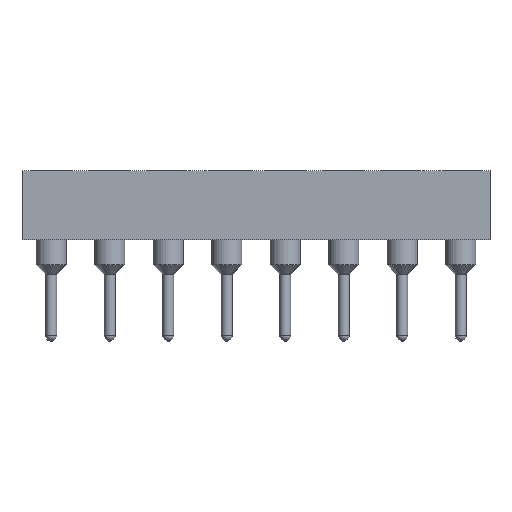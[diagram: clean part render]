
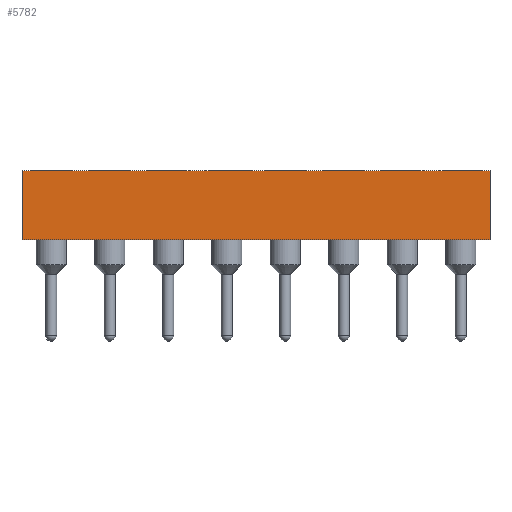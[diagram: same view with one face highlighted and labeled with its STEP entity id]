
A CAD part, front view. The second image highlights one B-rep face of the part: STEP entity #5782.
In plain terms, the highlighted planar face has unit normal (0, -1, 0).
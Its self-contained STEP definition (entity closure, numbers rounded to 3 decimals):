
#5782=ADVANCED_FACE('',(#10890),#10892,.T.);
#10890=FACE_BOUND('',#10891,.T.);
#10891=EDGE_LOOP('',(#13709,#13710,#13711,#13712));
#10892=PLANE('',#10893);
#10893=AXIS2_PLACEMENT_3D('',#10894,#10895,#10896);
#10894=CARTESIAN_POINT('',(1.27,-1.27,1.5));
#10895=DIRECTION('',(0.,-1.,0.));
#10896=DIRECTION('',(0.,0.,1.));
#13709=ORIENTED_EDGE('',*,*,#15027,.F.);
#13710=ORIENTED_EDGE('',*,*,#14968,.F.);
#13711=ORIENTED_EDGE('',*,*,#15026,.T.);
#13712=ORIENTED_EDGE('',*,*,#15028,.T.);
#14968=EDGE_CURVE('',#16912,#16914,#16915,.T.);
#15026=EDGE_CURVE('',#16912,#17016,#17018,.T.);
#15027=EDGE_CURVE('',#16914,#17019,#17020,.T.);
#15028=EDGE_CURVE('',#17016,#17019,#17021,.T.);
#16912=VERTEX_POINT('',#24062);
#16914=VERTEX_POINT('',#24066);
#16915=LINE('',#24067,#24068);
#17016=VERTEX_POINT('',#24299);
#17018=LINE('',#24303,#24304);
#17019=VERTEX_POINT('',#24306);
#17020=LINE('',#24307,#24308);
#17021=LINE('',#24310,#24311);
#24062=CARTESIAN_POINT('',(19.05,-1.27,1.5));
#24066=CARTESIAN_POINT('',(-1.27,-1.27,1.5));
#24067=CARTESIAN_POINT('',(19.05,-1.27,1.5));
#24068=VECTOR('',#24069,1.);
#24069=DIRECTION('',(-1.,0.,0.));
#24299=CARTESIAN_POINT('',(19.05,-1.27,4.5));
#24303=CARTESIAN_POINT('',(19.05,-1.27,1.5));
#24304=VECTOR('',#24305,1.);
#24305=DIRECTION('',(0.,0.,1.));
#24306=CARTESIAN_POINT('',(-1.27,-1.27,4.5));
#24307=CARTESIAN_POINT('',(-1.27,-1.27,1.5));
#24308=VECTOR('',#24309,1.);
#24309=DIRECTION('',(0.,0.,1.));
#24310=CARTESIAN_POINT('',(19.05,-1.27,4.5));
#24311=VECTOR('',#24312,1.);
#24312=DIRECTION('',(-1.,0.,0.));
